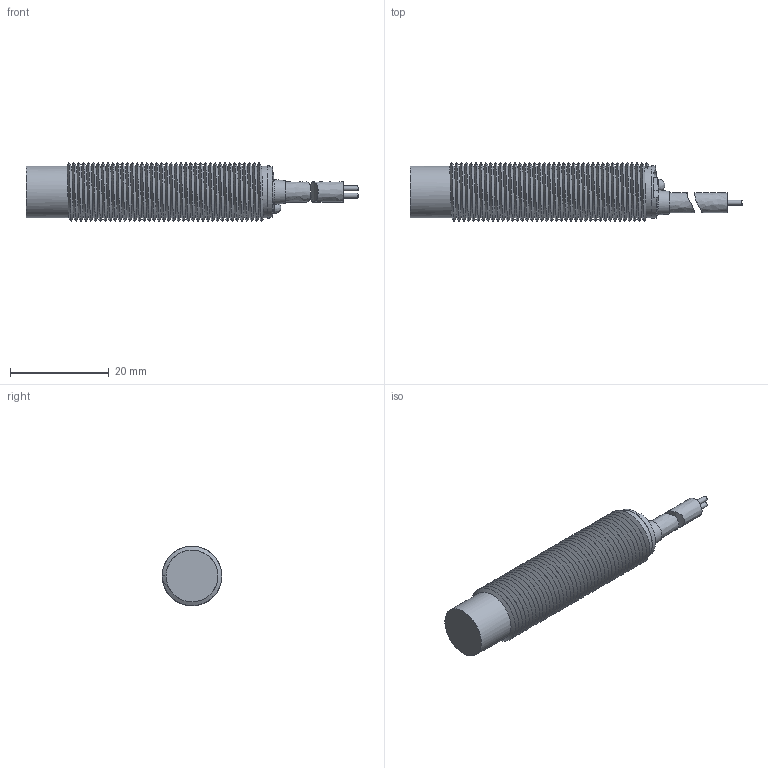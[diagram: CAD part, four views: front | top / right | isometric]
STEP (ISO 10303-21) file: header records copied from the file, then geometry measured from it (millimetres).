
FILE_DESCRIPTION( ('This file contains a STEP AP42 implementation' ,'as created by ZW3D STEP Interface translator.') ,'2;1' );
FILE_NAME( 'ECS2-1208X-X2UX.stp' ,'20 523.103550', (''), ('ZWCAD Software Co.'), 'Version 1.0', 'ZW3D to STEP translator', '' );
FILE_SCHEMA(('AUTOMOTIVE_DESIGN'));
Length unit declared in the file: millimetre
Products named in the file (2): 0; ECS2-1208X-X2UX
Bounding box: 67.39 x 12.06 x 12.06 mm (x, y, z)
Volume: 4589.6 mm3; surface area: 3636.2 mm2
Topology: 3 solids, 3 shells, 80 faces, 207 edges, 140 vertices
Faces by surface type: bspline 80
Entity records: 4724 total; most frequent: CARTESIAN_POINT 3494, ORIENTED_EDGE 406, EDGE_CURVE 203, VERTEX_POINT 133, B_SPLINE_CURVE_WITH_KNOTS 90, EDGE_LOOP 84, FACE_OUTER_BOUND 80, ADVANCED_FACE 80
